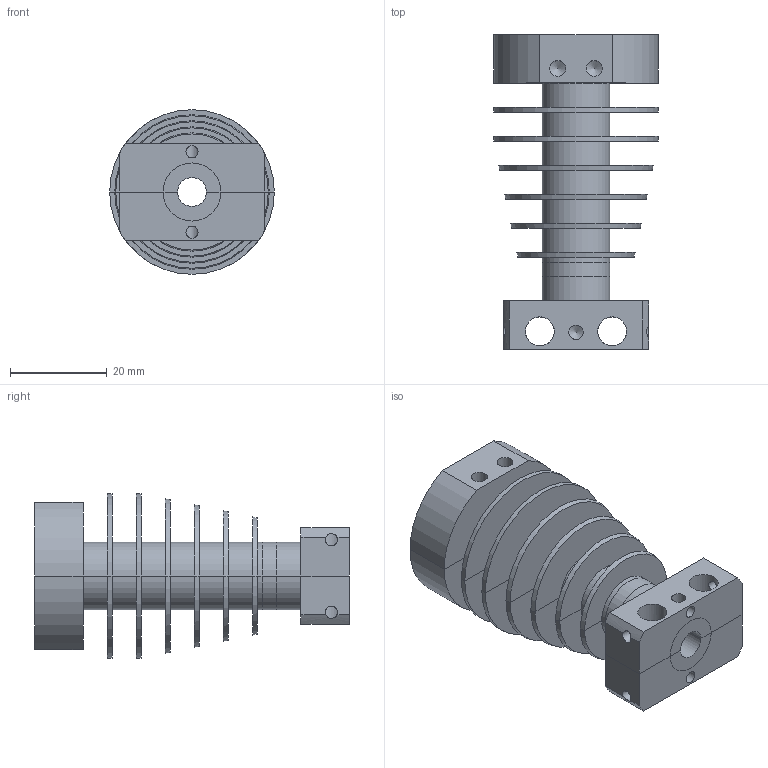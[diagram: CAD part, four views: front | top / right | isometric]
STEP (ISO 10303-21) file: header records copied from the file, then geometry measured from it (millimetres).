
FILE_DESCRIPTION(('FreeCAD Model'),'2;1');
FILE_NAME( '002_Fourreaux_vis_complet.step', '2019-06-14T20:17:25',('Author'),(''), 'Open CASCADE STEP processor 7.3','FreeCAD','Unknown');
FILE_SCHEMA(('AUTOMOTIVE_DESIGN_CC2 { 1 2 10303 214 -1 1 5 4 }'));
Length unit declared in the file: millimetre
Products named in the file (3): Body; Part; Revolution001Body
Assembly tree (1 placements, depth 2):
  Body
  Part
    Revolution001Body
Bounding box: 34 x 65 x 34 mm (x, y, z)
Volume: 17657.5 mm3; surface area: 17676.6 mm2
Topology: 2 solids, 2 shells, 132 faces, 390 edges, 252 vertices
Faces by surface type: plane 64, cylinder 52, cone 16
Full cylindrical faces by diameter (mm): 2.5 x6, 3 x2, 3.3 x4, 6 x4
Entity records: 11837 total; most frequent: CARTESIAN_POINT 4142, DIRECTION 1460, LINE 866, VECTOR 866, ORIENTED_EDGE 768, PCURVE 768, DEFINITIONAL_REPRESENTATION 768, EDGE_CURVE 384
